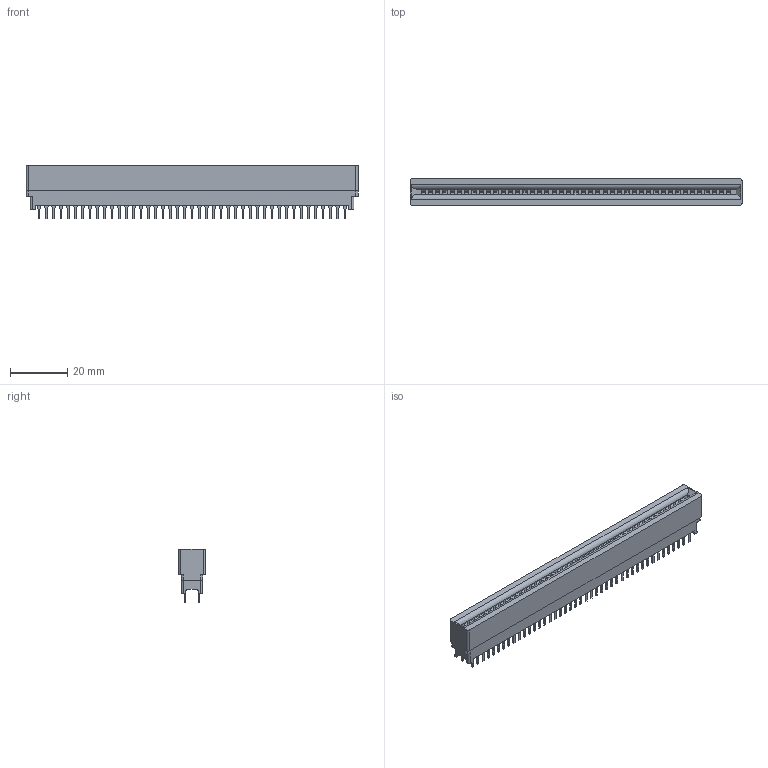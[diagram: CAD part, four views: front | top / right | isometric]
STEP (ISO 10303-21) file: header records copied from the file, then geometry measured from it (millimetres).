
FILE_DESCRIPTION((''),'2;1');
FILE_NAME('C-1-5530843-0','2019-02-26T08:28:14',('workeradm'),('TE Connectivity Ltd.'),'CREO PARAMETRIC BY PTC INC, 2018190','CREO PARAMETRIC BY PTC INC, 2018190','');
FILE_SCHEMA(('AUTOMOTIVE_DESIGN { 1 0 10303 214 1 1 1 1 }'));
Length unit declared in the file: millimetre
Products named in the file (1): C-1-5530843-0
Bounding box: 115.82 x 9.35 x 18.67 mm (x, y, z)
Volume: 12593.8 mm3; surface area: 8422.5 mm2
Topology: 1 solids, 1 shells, 948 faces, 2309 edges, 1538 vertices
Faces by surface type: plane 844, cylinder 104
Entity records: 27462 total; most frequent: CARTESIAN_POINT 4837, ORIENTED_EDGE 4618, DIRECTION 4405, EDGE_CURVE 2309, VECTOR 2101, LINE 2101, VERTEX_POINT 1538, AXIS2_PLACEMENT_3D 1152
